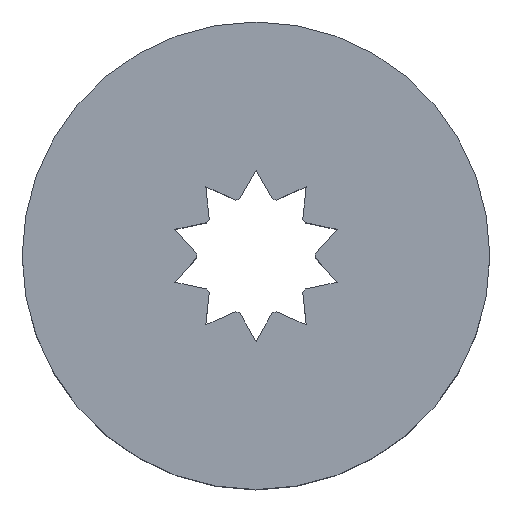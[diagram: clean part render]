
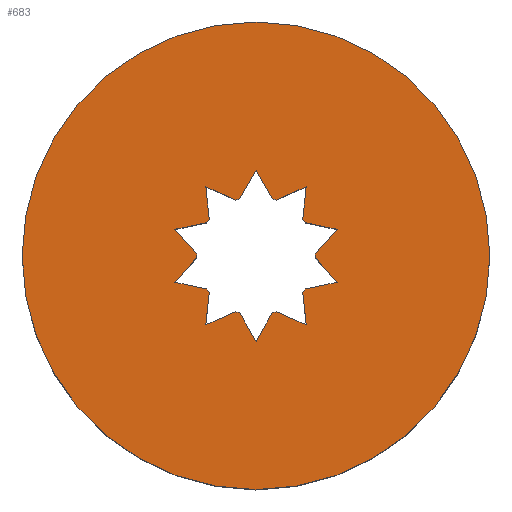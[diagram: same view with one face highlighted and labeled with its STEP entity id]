
A CAD part, top view. The second image highlights one B-rep face of the part: STEP entity #683.
In plain terms, the highlighted planar face has unit normal (0, 0, 1).
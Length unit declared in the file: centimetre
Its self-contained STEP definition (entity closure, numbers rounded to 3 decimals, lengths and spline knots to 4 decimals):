
#42=CIRCLE('',#712,0.2667);
#47=CIRCLE('',#728,1.05);
#61=VERTEX_POINT('',#906);
#62=VERTEX_POINT('',#908);
#63=VERTEX_POINT('',#912);
#64=VERTEX_POINT('',#916);
#65=VERTEX_POINT('',#919);
#66=VERTEX_POINT('',#922);
#68=VERTEX_POINT('',#928);
#80=VERTEX_POINT('',#957);
#81=VERTEX_POINT('',#959);
#82=VERTEX_POINT('',#963);
#83=VERTEX_POINT('',#966);
#84=VERTEX_POINT('',#969);
#86=VERTEX_POINT('',#975);
#87=VERTEX_POINT('',#978);
#88=VERTEX_POINT('',#980);
#89=VERTEX_POINT('',#982);
#90=VERTEX_POINT('',#983);
#91=VERTEX_POINT('',#985);
#92=VERTEX_POINT('',#987);
#93=VERTEX_POINT('',#988);
#94=VERTEX_POINT('',#990);
#95=VERTEX_POINT('',#992);
#96=VERTEX_POINT('',#994);
#97=VERTEX_POINT('',#996);
#98=VERTEX_POINT('',#997);
#99=VERTEX_POINT('',#999);
#100=VERTEX_POINT('',#1001);
#101=VERTEX_POINT('',#1002);
#102=VERTEX_POINT('',#1004);
#103=VERTEX_POINT('',#1006);
#104=VERTEX_POINT('',#1008);
#131=VECTOR('',#772,1.);
#133=VECTOR('',#775,1.);
#136=VECTOR('',#779,1.);
#139=VECTOR('',#783,1.);
#149=VECTOR('',#805,1.);
#152=VECTOR('',#809,1.);
#155=VECTOR('',#813,1.);
#158=VECTOR('',#817,1.);
#159=VECTOR('',#819,1.);
#160=VECTOR('',#820,1.);
#161=VECTOR('',#821,1.);
#162=VECTOR('',#822,1.);
#163=VECTOR('',#823,1.);
#164=VECTOR('',#824,1.);
#165=VECTOR('',#825,1.);
#166=VECTOR('',#826,1.);
#167=VECTOR('',#827,1.);
#168=VECTOR('',#828,1.);
#169=VECTOR('',#829,1.);
#170=VECTOR('',#830,1.);
#209=LINE('',#913,#131);
#211=LINE('',#917,#133);
#214=LINE('',#923,#136);
#217=LINE('',#929,#139);
#227=LINE('',#958,#149);
#230=LINE('',#964,#152);
#233=LINE('',#970,#155);
#236=LINE('',#976,#158);
#237=LINE('',#979,#159);
#238=LINE('',#981,#160);
#239=LINE('',#984,#161);
#240=LINE('',#986,#162);
#241=LINE('',#989,#163);
#242=LINE('',#991,#164);
#243=LINE('',#993,#165);
#244=LINE('',#995,#166);
#245=LINE('',#998,#167);
#246=LINE('',#1000,#168);
#247=LINE('',#1003,#169);
#248=LINE('',#1005,#170);
#289=EDGE_CURVE('',#62,#61,#42,.T.);
#292=EDGE_CURVE('',#61,#63,#209,.T.);
#294=EDGE_CURVE('',#63,#64,#211,.T.);
#296=EDGE_CURVE('',#64,#65,#42,.T.);
#298=EDGE_CURVE('',#65,#66,#214,.T.);
#301=EDGE_CURVE('',#66,#68,#217,.T.);
#315=EDGE_CURVE('',#81,#80,#227,.T.);
#318=EDGE_CURVE('',#80,#82,#230,.T.);
#320=EDGE_CURVE('',#82,#83,#42,.T.);
#322=EDGE_CURVE('',#83,#84,#233,.T.);
#325=EDGE_CURVE('',#84,#86,#236,.T.);
#326=EDGE_CURVE('',#86,#87,#42,.T.);
#327=EDGE_CURVE('',#87,#88,#237,.T.);
#328=EDGE_CURVE('',#88,#89,#238,.T.);
#329=EDGE_CURVE('',#89,#90,#42,.T.);
#330=EDGE_CURVE('',#90,#91,#239,.T.);
#331=EDGE_CURVE('',#91,#92,#240,.T.);
#332=EDGE_CURVE('',#92,#93,#42,.T.);
#333=EDGE_CURVE('',#93,#94,#241,.T.);
#334=EDGE_CURVE('',#94,#62,#242,.T.);
#335=EDGE_CURVE('',#68,#95,#42,.T.);
#336=EDGE_CURVE('',#95,#96,#243,.T.);
#337=EDGE_CURVE('',#96,#97,#244,.T.);
#338=EDGE_CURVE('',#97,#98,#42,.T.);
#339=EDGE_CURVE('',#98,#99,#245,.T.);
#340=EDGE_CURVE('',#99,#100,#246,.T.);
#341=EDGE_CURVE('',#100,#101,#42,.T.);
#342=EDGE_CURVE('',#101,#102,#247,.T.);
#343=EDGE_CURVE('',#102,#103,#248,.T.);
#344=EDGE_CURVE('',#103,#81,#42,.T.);
#345=EDGE_CURVE('',#104,#104,#47,.T.);
#454=ORIENTED_EDGE('',*,*,#322,.T.);
#455=ORIENTED_EDGE('',*,*,#325,.T.);
#456=ORIENTED_EDGE('',*,*,#326,.T.);
#457=ORIENTED_EDGE('',*,*,#327,.T.);
#458=ORIENTED_EDGE('',*,*,#328,.T.);
#459=ORIENTED_EDGE('',*,*,#329,.T.);
#460=ORIENTED_EDGE('',*,*,#330,.T.);
#461=ORIENTED_EDGE('',*,*,#331,.T.);
#462=ORIENTED_EDGE('',*,*,#332,.T.);
#463=ORIENTED_EDGE('',*,*,#333,.T.);
#464=ORIENTED_EDGE('',*,*,#334,.T.);
#465=ORIENTED_EDGE('',*,*,#289,.T.);
#466=ORIENTED_EDGE('',*,*,#292,.T.);
#467=ORIENTED_EDGE('',*,*,#294,.T.);
#468=ORIENTED_EDGE('',*,*,#296,.T.);
#469=ORIENTED_EDGE('',*,*,#298,.T.);
#470=ORIENTED_EDGE('',*,*,#301,.T.);
#471=ORIENTED_EDGE('',*,*,#335,.T.);
#472=ORIENTED_EDGE('',*,*,#336,.T.);
#473=ORIENTED_EDGE('',*,*,#337,.T.);
#474=ORIENTED_EDGE('',*,*,#338,.T.);
#475=ORIENTED_EDGE('',*,*,#339,.T.);
#476=ORIENTED_EDGE('',*,*,#340,.T.);
#477=ORIENTED_EDGE('',*,*,#341,.T.);
#478=ORIENTED_EDGE('',*,*,#342,.T.);
#479=ORIENTED_EDGE('',*,*,#343,.T.);
#480=ORIENTED_EDGE('',*,*,#344,.T.);
#481=ORIENTED_EDGE('',*,*,#315,.T.);
#482=ORIENTED_EDGE('',*,*,#318,.T.);
#483=ORIENTED_EDGE('',*,*,#320,.T.);
#484=ORIENTED_EDGE('',*,*,#345,.F.);
#603=EDGE_LOOP('',(#454,#455,#456,#457,#458,#459,#460,#461,#462,#463,#464,
#465,#466,#467,#468,#469,#470,#471,#472,#473,#474,#475,#476,#477,#478,#479,
#480,#481,#482,#483));
#604=EDGE_LOOP('',(#484));
#643=FACE_BOUND('',#603,.T.);
#644=FACE_BOUND('',#604,.T.);
#683=ADVANCED_FACE('',(#643,#644),#1077,.T.);
#712=AXIS2_PLACEMENT_3D('',#907,#767,#768);
#727=AXIS2_PLACEMENT_3D('',#977,#818,$);
#728=AXIS2_PLACEMENT_3D('',#1007,#831,#832);
#767=DIRECTION('',(0.,0.,-1.));
#768=DIRECTION('',(0.267,0.,0.));
#772=DIRECTION('',(-0.5,-0.866,0.));
#775=DIRECTION('',(-0.5,0.866,0.));
#779=DIRECTION('',(-0.914,-0.407,0.));
#783=DIRECTION('',(0.105,0.995,0.));
#805=DIRECTION('',(0.5,0.866,0.));
#809=DIRECTION('',(0.5,-0.866,0.));
#813=DIRECTION('',(0.914,0.407,0.));
#817=DIRECTION('',(-0.105,-0.995,0.));
#818=DIRECTION('',(0.,0.,1.));
#819=DIRECTION('',(0.978,-0.208,0.));
#820=DIRECTION('',(-0.669,-0.743,0.));
#821=DIRECTION('',(0.669,-0.743,0.));
#822=DIRECTION('',(-0.978,-0.208,0.));
#823=DIRECTION('',(0.105,-0.995,0.));
#824=DIRECTION('',(-0.914,0.407,0.));
#825=DIRECTION('',(-0.978,0.208,0.));
#826=DIRECTION('',(0.669,0.743,0.));
#827=DIRECTION('',(-0.669,0.743,0.));
#828=DIRECTION('',(0.978,0.208,0.));
#829=DIRECTION('',(-0.105,0.995,0.));
#830=DIRECTION('',(0.914,-0.407,0.));
#831=DIRECTION('',(0.,0.,-1.));
#832=DIRECTION('',(1.05,0.,0.));
#906=CARTESIAN_POINT('',(0.0733,-0.2564,1.));
#907=CARTESIAN_POINT('',(0.,0.,1.));
#908=CARTESIAN_POINT('',(0.0914,-0.2505,1.));
#912=CARTESIAN_POINT('',(0.,-0.3834,1.));
#913=CARTESIAN_POINT('',(0.1013,-0.2079,1.));
#916=CARTESIAN_POINT('',(-0.0733,-0.2564,1.));
#917=CARTESIAN_POINT('',(-0.1013,-0.2079,1.));
#919=CARTESIAN_POINT('',(-0.0914,-0.2505,1.));
#922=CARTESIAN_POINT('',(-0.2254,-0.3102,1.));
#923=CARTESIAN_POINT('',(-0.0402,-0.2278,1.));
#928=CARTESIAN_POINT('',(-0.21,-0.1644,1.));
#929=CARTESIAN_POINT('',(-0.2042,-0.1086,1.));
#957=CARTESIAN_POINT('',(0.,0.3834,1.));
#958=CARTESIAN_POINT('',(-0.1013,0.2079,1.));
#959=CARTESIAN_POINT('',(-0.0733,0.2564,1.));
#963=CARTESIAN_POINT('',(0.0733,0.2564,1.));
#964=CARTESIAN_POINT('',(0.1013,0.2079,1.));
#966=CARTESIAN_POINT('',(0.0914,0.2505,1.));
#969=CARTESIAN_POINT('',(0.2254,0.3102,1.));
#970=CARTESIAN_POINT('',(0.0402,0.2278,1.));
#975=CARTESIAN_POINT('',(0.21,0.1644,1.));
#976=CARTESIAN_POINT('',(0.2042,0.1086,1.));
#977=CARTESIAN_POINT('',(0.,0.,1.));
#978=CARTESIAN_POINT('',(0.2212,0.149,1.));
#979=CARTESIAN_POINT('',(0.1664,0.1606,1.));
#980=CARTESIAN_POINT('',(0.3647,0.1185,1.));
#981=CARTESIAN_POINT('',(0.229,-0.0321,1.));
#982=CARTESIAN_POINT('',(0.2665,0.0095,1.));
#983=CARTESIAN_POINT('',(0.2665,-0.0095,1.));
#984=CARTESIAN_POINT('',(0.229,0.0321,1.));
#985=CARTESIAN_POINT('',(0.3647,-0.1185,1.));
#986=CARTESIAN_POINT('',(0.1664,-0.1606,1.));
#987=CARTESIAN_POINT('',(0.2212,-0.149,1.));
#988=CARTESIAN_POINT('',(0.21,-0.1644,1.));
#989=CARTESIAN_POINT('',(0.2042,-0.1086,1.));
#990=CARTESIAN_POINT('',(0.2254,-0.3102,1.));
#991=CARTESIAN_POINT('',(0.0402,-0.2278,1.));
#992=CARTESIAN_POINT('',(-0.2212,-0.149,1.));
#993=CARTESIAN_POINT('',(-0.1664,-0.1606,1.));
#994=CARTESIAN_POINT('',(-0.3647,-0.1185,1.));
#995=CARTESIAN_POINT('',(-0.229,0.0321,1.));
#996=CARTESIAN_POINT('',(-0.2665,-0.0095,1.));
#997=CARTESIAN_POINT('',(-0.2665,0.0095,1.));
#998=CARTESIAN_POINT('',(-0.229,-0.0321,1.));
#999=CARTESIAN_POINT('',(-0.3647,0.1185,1.));
#1000=CARTESIAN_POINT('',(-0.1664,0.1606,1.));
#1001=CARTESIAN_POINT('',(-0.2212,0.149,1.));
#1002=CARTESIAN_POINT('',(-0.21,0.1644,1.));
#1003=CARTESIAN_POINT('',(-0.2042,0.1086,1.));
#1004=CARTESIAN_POINT('',(-0.2254,0.3102,1.));
#1005=CARTESIAN_POINT('',(-0.0402,0.2278,1.));
#1006=CARTESIAN_POINT('',(-0.0914,0.2505,1.));
#1007=CARTESIAN_POINT('',(0.,0.,1.));
#1008=CARTESIAN_POINT('',(1.05,0.,1.));
#1077=PLANE('',#727);
